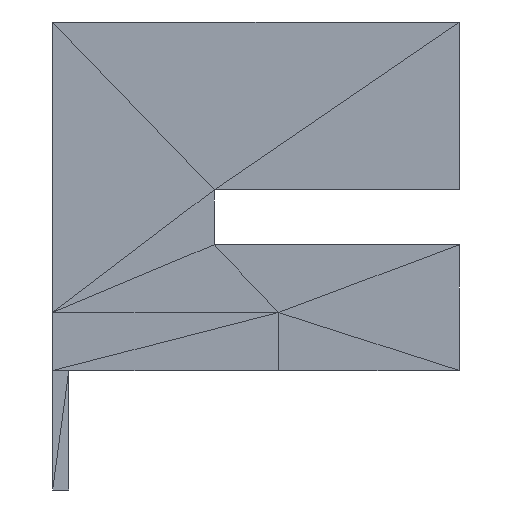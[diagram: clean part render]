
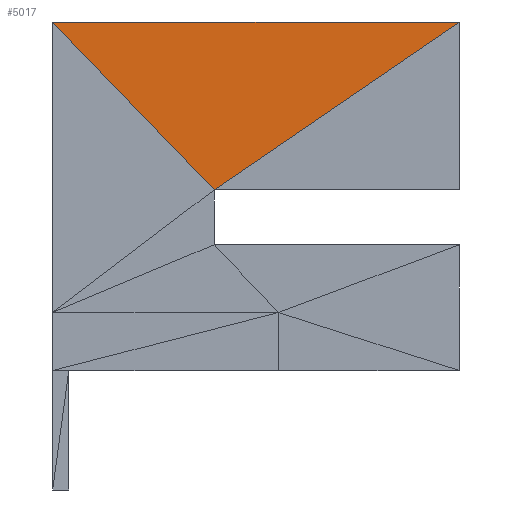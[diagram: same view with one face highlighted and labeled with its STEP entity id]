
A CAD part, front view. The second image highlights one B-rep face of the part: STEP entity #5017.
In plain terms, the highlighted planar face has unit normal (0, -1, 0).
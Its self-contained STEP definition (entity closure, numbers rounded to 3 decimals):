
#187 = VERTEX_POINT('',#188);
#188 = CARTESIAN_POINT('',(12.6,-4.9,
    10.8));
#218 = VERTEX_POINT('',#219);
#219 = CARTESIAN_POINT('',(0.,-4.9,10.8));
#225 = EDGE_CURVE('',#218,#187,#226,.T.);
#226 = LINE('',#227,#228);
#227 = CARTESIAN_POINT('',(0.,-4.9,10.8));
#228 = VECTOR('',#229,1.);
#229 = DIRECTION('',(1.,0.,0.));
#5017 = ADVANCED_FACE('',(#5018),#5035,.F.);
#5018 = FACE_BOUND('',#5019,.T.);
#5019 = EDGE_LOOP('',(#5020,#5028,#5034));
#5020 = ORIENTED_EDGE('',*,*,#5021,.T.);
#5021 = EDGE_CURVE('',#218,#5022,#5024,.T.);
#5022 = VERTEX_POINT('',#5023);
#5023 = CARTESIAN_POINT('',(5.,-4.9,5.6));
#5024 = LINE('',#5025,#5026);
#5025 = CARTESIAN_POINT('',(0.,-4.9,10.8));
#5026 = VECTOR('',#5027,1.);
#5027 = DIRECTION('',(0.693,0.,-0.721));
#5028 = ORIENTED_EDGE('',*,*,#5029,.T.);
#5029 = EDGE_CURVE('',#5022,#187,#5030,.T.);
#5030 = LINE('',#5031,#5032);
#5031 = CARTESIAN_POINT('',(5.,-4.9,5.6));
#5032 = VECTOR('',#5033,1.);
#5033 = DIRECTION('',(0.825,0.,0.565));
#5034 = ORIENTED_EDGE('',*,*,#225,.F.);
#5035 = PLANE('',#5036);
#5036 = AXIS2_PLACEMENT_3D('',#5037,#5038,#5039);
#5037 = CARTESIAN_POINT('',(0.,-4.9,10.8));
#5038 = DIRECTION('',(0.,1.,0.));
#5039 = DIRECTION('',(0.,0.,1.));
